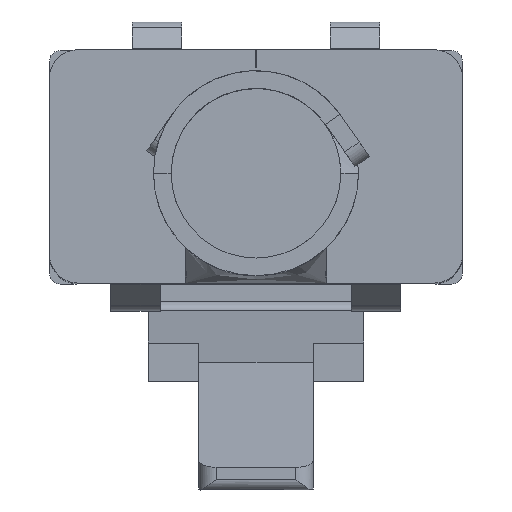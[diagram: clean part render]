
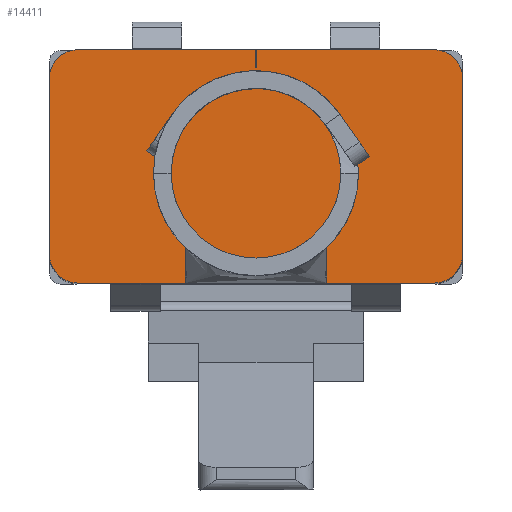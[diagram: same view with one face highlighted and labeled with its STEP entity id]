
A CAD part, top view. The second image highlights one B-rep face of the part: STEP entity #14411.
In plain terms, the highlighted planar face has unit normal (0, 0, 1).
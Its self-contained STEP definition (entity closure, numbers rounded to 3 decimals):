
#8 = VECTOR ( 'NONE', #2406, 1000. ) ;
#155 = EDGE_LOOP ( 'NONE', ( #6907, #3455, #4597, #7444, #14650, #8200, #14057, #6469, #244, #17049, #7943, #15365, #14221, #16775, #1551, #9347 ) ) ;
#170 = CARTESIAN_POINT ( 'NONE',  ( 0.025, 6.1, 18.991 ) ) ;
#244 = ORIENTED_EDGE ( 'NONE', *, *, #8313, .T. ) ;
#301 = LINE ( 'NONE', #13093, #17881 ) ;
#381 = VECTOR ( 'NONE', #7288, 1000. ) ;
#432 = CARTESIAN_POINT ( 'NONE',  ( -5.84, 0.8, 18.991 ) ) ;
#519 = CARTESIAN_POINT ( 'NONE',  ( -2., 0.5, 18.991 ) ) ;
#533 = VERTEX_POINT ( 'NONE', #5286 ) ;
#708 = CARTESIAN_POINT ( 'NONE',  ( -2., 0.5, 18.991 ) ) ;
#866 = CARTESIAN_POINT ( 'NONE',  ( -5.84, 5.8, 18.991 ) ) ;
#953 = EDGE_CURVE ( 'NONE', #5369, #4660, #16995, .T. ) ;
#1034 = VECTOR ( 'NONE', #8653, 1000. ) ;
#1551 = ORIENTED_EDGE ( 'NONE', *, *, #15697, .F. ) ;
#1674 = DIRECTION ( 'NONE',  ( 1., 0., 0. ) ) ;
#1677 = DIRECTION ( 'NONE',  ( 1., 0., 0. ) ) ;
#1733 = CARTESIAN_POINT ( 'NONE',  ( -5.04, 0.8, 18.991 ) ) ;
#1840 = VECTOR ( 'NONE', #6989, 1000. ) ;
#1857 = VECTOR ( 'NONE', #5053, 1000. ) ;
#1873 = CIRCLE ( 'NONE', #2400, 0.8 ) ;
#1970 = DIRECTION ( 'NONE',  ( 0., 0., -1. ) ) ;
#2041 = DIRECTION ( 'NONE',  ( 0., -1., 0. ) ) ;
#2127 = VERTEX_POINT ( 'NONE', #170 ) ;
#2150 = VERTEX_POINT ( 'NONE', #3409 ) ;
#2158 = CIRCLE ( 'NONE', #11733, 0.8 ) ;
#2227 = CARTESIAN_POINT ( 'NONE',  ( -5.04, 0., 18.991 ) ) ;
#2400 = AXIS2_PLACEMENT_3D ( 'NONE', #1733, #10016, #1674 ) ;
#2406 = DIRECTION ( 'NONE',  ( 0., 1., 0. ) ) ;
#2552 = DIRECTION ( 'NONE',  ( -1., 0., 0. ) ) ;
#2722 = CARTESIAN_POINT ( 'NONE',  ( 5.84, 5.8, 18.991 ) ) ;
#2770 = LINE ( 'NONE', #708, #9730 ) ;
#2829 = CARTESIAN_POINT ( 'NONE',  ( 2., 0.5, 18.991 ) ) ;
#2913 = CARTESIAN_POINT ( 'NONE',  ( 5.04, 0.8, 18.991 ) ) ;
#3027 = CARTESIAN_POINT ( 'NONE',  ( 2., 0.5, 18.991 ) ) ;
#3195 = DIRECTION ( 'NONE',  ( 1., 0., 0. ) ) ;
#3225 = AXIS2_PLACEMENT_3D ( 'NONE', #14499, #1970, #11741 ) ;
#3409 = CARTESIAN_POINT ( 'NONE',  ( 5.04, 0., 18.991 ) ) ;
#3455 = ORIENTED_EDGE ( 'NONE', *, *, #953, .F. ) ;
#3464 = LINE ( 'NONE', #15543, #381 ) ;
#3491 = VERTEX_POINT ( 'NONE', #11040 ) ;
#3593 = DIRECTION ( 'NONE',  ( 1., 0., 0. ) ) ;
#3649 = FACE_OUTER_BOUND ( 'NONE', #155, .T. ) ;
#3808 = DIRECTION ( 'NONE',  ( 0., 1., 0. ) ) ;
#3856 = LINE ( 'NONE', #15629, #10612 ) ;
#4328 = VECTOR ( 'NONE', #3593, 1000. ) ;
#4492 = DIRECTION ( 'NONE',  ( -1., 0., 0. ) ) ;
#4597 = ORIENTED_EDGE ( 'NONE', *, *, #16965, .F. ) ;
#4660 = VERTEX_POINT ( 'NONE', #519 ) ;
#4769 = VECTOR ( 'NONE', #15916, 1000. ) ;
#4781 = CARTESIAN_POINT ( 'NONE',  ( 5.84, 0.8, 18.991 ) ) ;
#4933 = LINE ( 'NONE', #17797, #13846 ) ;
#5031 = CARTESIAN_POINT ( 'NONE',  ( -5.04, 6.6, 18.991 ) ) ;
#5053 = DIRECTION ( 'NONE',  ( -1., 0., 0. ) ) ;
#5074 = EDGE_CURVE ( 'NONE', #13546, #2150, #2158, .T. ) ;
#5266 = CARTESIAN_POINT ( 'NONE',  ( -0.025, 6.1, 18.991 ) ) ;
#5286 = CARTESIAN_POINT ( 'NONE',  ( 2., 0., 18.991 ) ) ;
#5296 = EDGE_CURVE ( 'NONE', #2127, #11199, #3464, .T. ) ;
#5369 = VERTEX_POINT ( 'NONE', #3027 ) ;
#5593 = LINE ( 'NONE', #2227, #1857 ) ;
#5700 = VERTEX_POINT ( 'NONE', #866 ) ;
#6089 = EDGE_CURVE ( 'NONE', #11539, #14514, #8719, .T. ) ;
#6321 = LINE ( 'NONE', #5031, #4769 ) ;
#6469 = ORIENTED_EDGE ( 'NONE', *, *, #16519, .F. ) ;
#6600 = VERTEX_POINT ( 'NONE', #12805 ) ;
#6698 = CARTESIAN_POINT ( 'NONE',  ( 2., 0., 18.991 ) ) ;
#6835 = EDGE_CURVE ( 'NONE', #3491, #9822, #15580, .T. ) ;
#6907 = ORIENTED_EDGE ( 'NONE', *, *, #15491, .F. ) ;
#6980 = CARTESIAN_POINT ( 'NONE',  ( -0.025, 6.6, 18.991 ) ) ;
#6989 = DIRECTION ( 'NONE',  ( 0., -1., 0. ) ) ;
#7288 = DIRECTION ( 'NONE',  ( -1., 0., 0. ) ) ;
#7444 = ORIENTED_EDGE ( 'NONE', *, *, #7593, .F. ) ;
#7593 = EDGE_CURVE ( 'NONE', #2150, #533, #3856, .T. ) ;
#7649 = AXIS2_PLACEMENT_3D ( 'NONE', #10310, #15840, #3195 ) ;
#7782 = EDGE_CURVE ( 'NONE', #15854, #7940, #5593, .T. ) ;
#7913 = CIRCLE ( 'NONE', #3225, 0.8 ) ;
#7926 = CARTESIAN_POINT ( 'NONE',  ( -5.04, 6.6, 18.991 ) ) ;
#7940 = VERTEX_POINT ( 'NONE', #14211 ) ;
#7943 = ORIENTED_EDGE ( 'NONE', *, *, #14180, .F. ) ;
#8200 = ORIENTED_EDGE ( 'NONE', *, *, #11837, .F. ) ;
#8313 = EDGE_CURVE ( 'NONE', #6600, #2127, #9474, .T. ) ;
#8506 = VERTEX_POINT ( 'NONE', #432 ) ;
#8653 = DIRECTION ( 'NONE',  ( 0., -1., 0. ) ) ;
#8719 = CIRCLE ( 'NONE', #7649, 0.8 ) ;
#9176 = PLANE ( 'NONE',  #11782 ) ;
#9233 = DIRECTION ( 'NONE',  ( -1., 0., 0. ) ) ;
#9347 = ORIENTED_EDGE ( 'NONE', *, *, #7782, .F. ) ;
#9474 = LINE ( 'NONE', #15435, #1840 ) ;
#9730 = VECTOR ( 'NONE', #11882, 1000. ) ;
#9822 = VERTEX_POINT ( 'NONE', #6980 ) ;
#10016 = DIRECTION ( 'NONE',  ( 0., 0., -1. ) ) ;
#10310 = CARTESIAN_POINT ( 'NONE',  ( 5.04, 5.8, 18.991 ) ) ;
#10416 = DIRECTION ( 'NONE',  ( 0., 0., 1. ) ) ;
#10612 = VECTOR ( 'NONE', #4492, 1000. ) ;
#10944 = LINE ( 'NONE', #6698, #8 ) ;
#11040 = CARTESIAN_POINT ( 'NONE',  ( -5.04, 6.6, 18.991 ) ) ;
#11199 = VERTEX_POINT ( 'NONE', #5266 ) ;
#11460 = CARTESIAN_POINT ( 'NONE',  ( -0.025, 6.1, 18.991 ) ) ;
#11539 = VERTEX_POINT ( 'NONE', #15102 ) ;
#11733 = AXIS2_PLACEMENT_3D ( 'NONE', #2913, #14020, #1677 ) ;
#11741 = DIRECTION ( 'NONE',  ( 1., 0., 0. ) ) ;
#11782 = AXIS2_PLACEMENT_3D ( 'NONE', #17500, #10416, #9233 ) ;
#11837 = EDGE_CURVE ( 'NONE', #14514, #13546, #301, .T. ) ;
#11882 = DIRECTION ( 'NONE',  ( 0., -1., 0. ) ) ;
#12101 = EDGE_CURVE ( 'NONE', #5700, #3491, #7913, .T. ) ;
#12163 = LINE ( 'NONE', #11460, #1034 ) ;
#12805 = CARTESIAN_POINT ( 'NONE',  ( 0.025, 6.6, 18.991 ) ) ;
#13093 = CARTESIAN_POINT ( 'NONE',  ( 5.84, 5.8, 18.991 ) ) ;
#13546 = VERTEX_POINT ( 'NONE', #4781 ) ;
#13846 = VECTOR ( 'NONE', #3808, 1000. ) ;
#14020 = DIRECTION ( 'NONE',  ( 0., 0., -1. ) ) ;
#14057 = ORIENTED_EDGE ( 'NONE', *, *, #6089, .F. ) ;
#14166 = CARTESIAN_POINT ( 'NONE',  ( -2., 0., 18.991 ) ) ;
#14180 = EDGE_CURVE ( 'NONE', #9822, #11199, #12163, .T. ) ;
#14211 = CARTESIAN_POINT ( 'NONE',  ( -5.04, 0., 18.991 ) ) ;
#14221 = ORIENTED_EDGE ( 'NONE', *, *, #12101, .F. ) ;
#14411 = ADVANCED_FACE ( 'NONE', ( #3649 ), #9176, .T. ) ;
#14499 = CARTESIAN_POINT ( 'NONE',  ( -5.04, 5.8, 18.991 ) ) ;
#14514 = VERTEX_POINT ( 'NONE', #2722 ) ;
#14650 = ORIENTED_EDGE ( 'NONE', *, *, #5074, .F. ) ;
#14716 = EDGE_CURVE ( 'NONE', #8506, #5700, #4933, .T. ) ;
#15102 = CARTESIAN_POINT ( 'NONE',  ( 5.04, 6.6, 18.991 ) ) ;
#15365 = ORIENTED_EDGE ( 'NONE', *, *, #6835, .F. ) ;
#15435 = CARTESIAN_POINT ( 'NONE',  ( 0.025, 6.1, 18.991 ) ) ;
#15491 = EDGE_CURVE ( 'NONE', #4660, #15854, #2770, .T. ) ;
#15543 = CARTESIAN_POINT ( 'NONE',  ( -5.587, 6.1, 18.991 ) ) ;
#15580 = LINE ( 'NONE', #7926, #4328 ) ;
#15629 = CARTESIAN_POINT ( 'NONE',  ( -5.04, 0., 18.991 ) ) ;
#15697 = EDGE_CURVE ( 'NONE', #7940, #8506, #1873, .T. ) ;
#15840 = DIRECTION ( 'NONE',  ( 0., 0., -1. ) ) ;
#15854 = VERTEX_POINT ( 'NONE', #14166 ) ;
#15916 = DIRECTION ( 'NONE',  ( 1., 0., 0. ) ) ;
#16519 = EDGE_CURVE ( 'NONE', #6600, #11539, #6321, .T. ) ;
#16775 = ORIENTED_EDGE ( 'NONE', *, *, #14716, .F. ) ;
#16965 = EDGE_CURVE ( 'NONE', #533, #5369, #10944, .T. ) ;
#16995 = LINE ( 'NONE', #2829, #17432 ) ;
#17049 = ORIENTED_EDGE ( 'NONE', *, *, #5296, .T. ) ;
#17432 = VECTOR ( 'NONE', #2552, 1000. ) ;
#17500 = CARTESIAN_POINT ( 'NONE',  ( -5.04, 0.5, 18.991 ) ) ;
#17797 = CARTESIAN_POINT ( 'NONE',  ( -5.84, 5.8, 18.991 ) ) ;
#17881 = VECTOR ( 'NONE', #2041, 1000. ) ;
